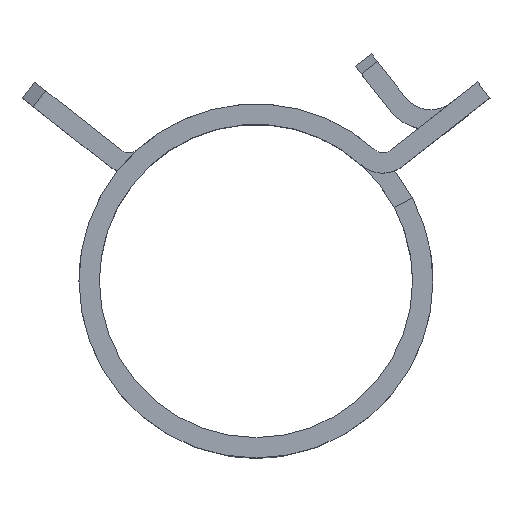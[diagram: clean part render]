
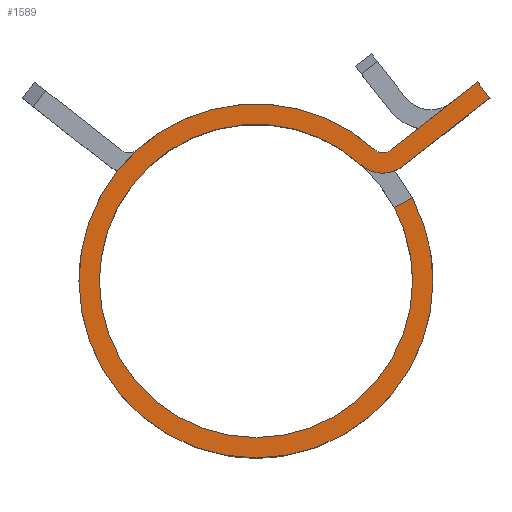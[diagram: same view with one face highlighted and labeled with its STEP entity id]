
A CAD part, top view. The second image highlights one B-rep face of the part: STEP entity #1589.
In plain terms, the highlighted planar face has unit normal (0, 0, 1).
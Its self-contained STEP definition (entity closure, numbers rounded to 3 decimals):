
#10 = ORIENTED_EDGE ( 'NONE', *, *, #560, .T. ) ;
#68 = VECTOR ( 'NONE', #1251, 1000. ) ;
#130 = EDGE_CURVE ( 'NONE', #4309, #207, #4944, .T. ) ;
#207 = VERTEX_POINT ( 'NONE', #2220 ) ;
#235 = ORIENTED_EDGE ( 'NONE', *, *, #2694, .F. ) ;
#244 = DIRECTION ( 'NONE',  ( 0., 0., 1. ) ) ;
#315 = CARTESIAN_POINT ( 'NONE',  ( 11.521, 6.129, 6. ) ) ;
#363 = VERTEX_POINT ( 'NONE', #4624 ) ;
#407 = ORIENTED_EDGE ( 'NONE', *, *, #4393, .F. ) ;
#415 = EDGE_LOOP ( 'NONE', ( #10, #3694, #1187, #235, #407, #3452, #538, #4042, #1347, #1751, #4979, #2514 ) ) ;
#515 = VERTEX_POINT ( 'NONE', #1685 ) ;
#532 = DIRECTION ( 'NONE',  ( 1., 0., 0. ) ) ;
#538 = ORIENTED_EDGE ( 'NONE', *, *, #5830, .F. ) ;
#560 = EDGE_CURVE ( 'NONE', #5854, #363, #3965, .T. ) ;
#686 = CARTESIAN_POINT ( 'NONE',  ( 0., 0., 6. ) ) ;
#716 = CARTESIAN_POINT ( 'NONE',  ( -13.05, 0., 6. ) ) ;
#762 = CIRCLE ( 'NONE', #5841, 14.75 ) ;
#908 = DIRECTION ( 'NONE',  ( 0.883, 0.47, 0. ) ) ;
#1078 = CIRCLE ( 'NONE', #1769, 14.75 ) ;
#1153 = VECTOR ( 'NONE', #908, 1000. ) ;
#1170 = EDGE_CURVE ( 'NONE', #5619, #2329, #3176, .T. ) ;
#1187 = ORIENTED_EDGE ( 'NONE', *, *, #4217, .T. ) ;
#1248 = CARTESIAN_POINT ( 'NONE',  ( 10.563, 11.683, 6. ) ) ;
#1251 = DIRECTION ( 'NONE',  ( 0.616, -0.788, 0. ) ) ;
#1310 = CARTESIAN_POINT ( 'NONE',  ( 18.453, 16.581, 6. ) ) ;
#1347 = ORIENTED_EDGE ( 'NONE', *, *, #3097, .F. ) ;
#1372 = AXIS2_PLACEMENT_3D ( 'NONE', #4666, #1374, #532 ) ;
#1373 = AXIS2_PLACEMENT_3D ( 'NONE', #5379, #5405, #5940 ) ;
#1374 = DIRECTION ( 'NONE',  ( 0., 0., -1. ) ) ;
#1427 = DIRECTION ( 'NONE',  ( 0., 0., 1. ) ) ;
#1542 = DIRECTION ( 'NONE',  ( -0.788, -0.616, 0. ) ) ;
#1581 = FACE_OUTER_BOUND ( 'NONE', #415, .T. ) ;
#1589 = ADVANCED_FACE ( 'NONE', ( #1581 ), #3031, .T. ) ;
#1608 = VERTEX_POINT ( 'NONE', #2553 ) ;
#1685 = CARTESIAN_POINT ( 'NONE',  ( 11.521, 6.129, 6. ) ) ;
#1751 = ORIENTED_EDGE ( 'NONE', *, *, #2773, .F. ) ;
#1769 = AXIS2_PLACEMENT_3D ( 'NONE', #1903, #1427, #5223 ) ;
#1779 = DIRECTION ( 'NONE',  ( 0., 0., 1. ) ) ;
#1780 = EDGE_CURVE ( 'NONE', #6148, #5854, #6144, .T. ) ;
#1903 = CARTESIAN_POINT ( 'NONE',  ( 0., 0., 6. ) ) ;
#1914 = VERTEX_POINT ( 'NONE', #4828 ) ;
#2088 = CARTESIAN_POINT ( 'NONE',  ( 0., 0., 6. ) ) ;
#2144 = CARTESIAN_POINT ( 'NONE',  ( 11.178, 10.895, 6. ) ) ;
#2157 = CARTESIAN_POINT ( 'NONE',  ( 9.892, 10.941, 6. ) ) ;
#2179 = VECTOR ( 'NONE', #5321, 1000. ) ;
#2220 = CARTESIAN_POINT ( 'NONE',  ( 13.05, 0., 6. ) ) ;
#2268 = CIRCLE ( 'NONE', #4631, 13.05 ) ;
#2329 = VERTEX_POINT ( 'NONE', #5492 ) ;
#2480 = AXIS2_PLACEMENT_3D ( 'NONE', #3193, #4090, #3132 ) ;
#2514 = ORIENTED_EDGE ( 'NONE', *, *, #1780, .T. ) ;
#2553 = CARTESIAN_POINT ( 'NONE',  ( 13.022, 6.927, 6. ) ) ;
#2587 = DIRECTION ( 'NONE',  ( 1., 0., 0. ) ) ;
#2657 = CARTESIAN_POINT ( 'NONE',  ( 0., 0., 6. ) ) ;
#2675 = AXIS2_PLACEMENT_3D ( 'NONE', #1248, #3690, #5055 ) ;
#2694 = EDGE_CURVE ( 'NONE', #515, #1608, #3637, .T. ) ;
#2773 = EDGE_CURVE ( 'NONE', #4518, #4583, #5579, .T. ) ;
#2779 = DIRECTION ( 'NONE',  ( 0., 0., 1. ) ) ;
#3031 = PLANE ( 'NONE',  #4641 ) ;
#3097 = EDGE_CURVE ( 'NONE', #4583, #5619, #5389, .T. ) ;
#3132 = DIRECTION ( 'NONE',  ( 1., 0., 0. ) ) ;
#3176 = CIRCLE ( 'NONE', #2675, 2.7 ) ;
#3193 = CARTESIAN_POINT ( 'NONE',  ( 0., 0., 6. ) ) ;
#3324 = CARTESIAN_POINT ( 'NONE',  ( 0., 0., 6. ) ) ;
#3364 = VECTOR ( 'NONE', #1542, 1000. ) ;
#3445 = LINE ( 'NONE', #4308, #2179 ) ;
#3452 = ORIENTED_EDGE ( 'NONE', *, *, #130, .F. ) ;
#3637 = LINE ( 'NONE', #315, #1153 ) ;
#3659 = AXIS2_PLACEMENT_3D ( 'NONE', #686, #244, #4084 ) ;
#3690 = DIRECTION ( 'NONE',  ( 0., 0., -1. ) ) ;
#3694 = ORIENTED_EDGE ( 'NONE', *, *, #6001, .T. ) ;
#3798 = CARTESIAN_POINT ( 'NONE',  ( 19.5, 15.242, 6. ) ) ;
#3915 = CARTESIAN_POINT ( 'NONE',  ( 19.5, 15.242, 6. ) ) ;
#3965 = CIRCLE ( 'NONE', #3659, 14.75 ) ;
#3968 = CIRCLE ( 'NONE', #1373, 13.05 ) ;
#4042 = ORIENTED_EDGE ( 'NONE', *, *, #1170, .F. ) ;
#4084 = DIRECTION ( 'NONE',  ( 1., 0., 0. ) ) ;
#4090 = DIRECTION ( 'NONE',  ( 0., 0., 1. ) ) ;
#4217 = EDGE_CURVE ( 'NONE', #1914, #1608, #762, .T. ) ;
#4308 = CARTESIAN_POINT ( 'NONE',  ( 18.453, 16.581, 6. ) ) ;
#4309 = VERTEX_POINT ( 'NONE', #716 ) ;
#4393 = EDGE_CURVE ( 'NONE', #207, #515, #2268, .T. ) ;
#4518 = VERTEX_POINT ( 'NONE', #4789 ) ;
#4534 = DIRECTION ( 'NONE',  ( 1., 0., 0. ) ) ;
#4583 = VERTEX_POINT ( 'NONE', #3798 ) ;
#4624 = CARTESIAN_POINT ( 'NONE',  ( -14.75, 0., 6. ) ) ;
#4631 = AXIS2_PLACEMENT_3D ( 'NONE', #2657, #2779, #4534 ) ;
#4641 = AXIS2_PLACEMENT_3D ( 'NONE', #2088, #1779, #2587 ) ;
#4666 = CARTESIAN_POINT ( 'NONE',  ( 10.563, 11.683, 6. ) ) ;
#4789 = CARTESIAN_POINT ( 'NONE',  ( 18.453, 16.581, 6. ) ) ;
#4828 = CARTESIAN_POINT ( 'NONE',  ( 14.75, 0., 6. ) ) ;
#4944 = CIRCLE ( 'NONE', #2480, 13.05 ) ;
#4979 = ORIENTED_EDGE ( 'NONE', *, *, #5388, .T. ) ;
#5055 = DIRECTION ( 'NONE',  ( -1., 0., 0. ) ) ;
#5174 = DIRECTION ( 'NONE',  ( 0., 0., 1. ) ) ;
#5223 = DIRECTION ( 'NONE',  ( 1., 0., 0. ) ) ;
#5321 = DIRECTION ( 'NONE',  ( -0.788, -0.616, 0. ) ) ;
#5379 = CARTESIAN_POINT ( 'NONE',  ( 0., 0., 6. ) ) ;
#5388 = EDGE_CURVE ( 'NONE', #4518, #6148, #3445, .T. ) ;
#5389 = LINE ( 'NONE', #3915, #3364 ) ;
#5405 = DIRECTION ( 'NONE',  ( 0., 0., 1. ) ) ;
#5492 = CARTESIAN_POINT ( 'NONE',  ( 8.752, 9.68, 6. ) ) ;
#5579 = LINE ( 'NONE', #1310, #68 ) ;
#5619 = VERTEX_POINT ( 'NONE', #5697 ) ;
#5697 = CARTESIAN_POINT ( 'NONE',  ( 12.225, 9.556, 6. ) ) ;
#5830 = EDGE_CURVE ( 'NONE', #2329, #4309, #3968, .T. ) ;
#5841 = AXIS2_PLACEMENT_3D ( 'NONE', #3324, #5174, #6046 ) ;
#5854 = VERTEX_POINT ( 'NONE', #2157 ) ;
#5940 = DIRECTION ( 'NONE',  ( 1., 0., 0. ) ) ;
#6001 = EDGE_CURVE ( 'NONE', #363, #1914, #1078, .T. ) ;
#6046 = DIRECTION ( 'NONE',  ( 1., 0., 0. ) ) ;
#6144 = CIRCLE ( 'NONE', #1372, 1. ) ;
#6148 = VERTEX_POINT ( 'NONE', #2144 ) ;
